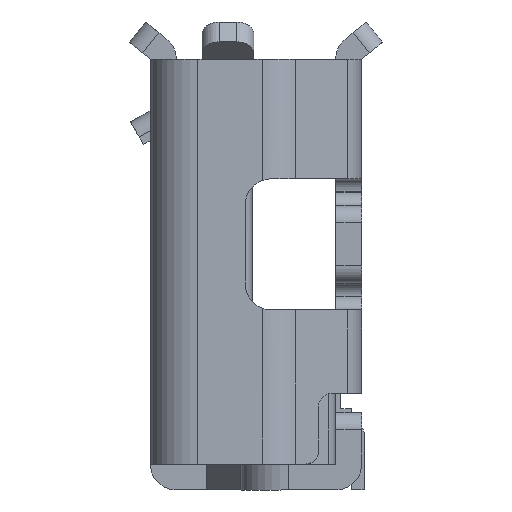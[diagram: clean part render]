
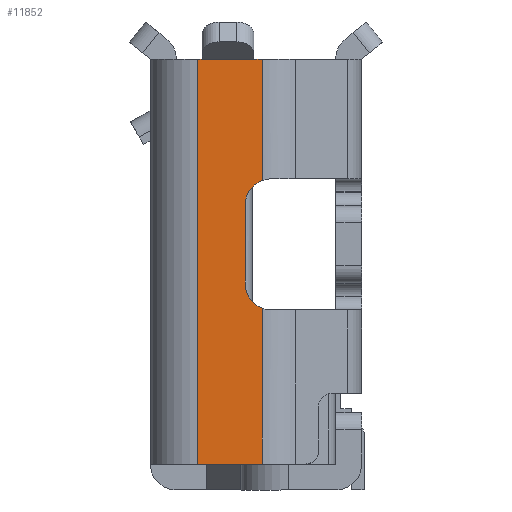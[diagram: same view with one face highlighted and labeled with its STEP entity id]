
A CAD part, left-side view. The second image highlights one B-rep face of the part: STEP entity #11852.
In plain terms, the highlighted planar face has unit normal (-1, 0, 0).
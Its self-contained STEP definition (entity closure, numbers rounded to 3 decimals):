
#203 = VERTEX_POINT ( 'NONE', #2581 ) ;
#337 = EDGE_CURVE ( 'NONE', #11178, #17101, #4412, .T. ) ;
#446 = DIRECTION ( 'NONE',  ( 0., 0., 1. ) ) ;
#713 = EDGE_CURVE ( 'NONE', #10606, #9332, #2008, .T. ) ;
#766 = CARTESIAN_POINT ( 'NONE',  ( -3.75, 0., 2.35 ) ) ;
#828 = DIRECTION ( 'NONE',  ( 0., 0., -1. ) ) ;
#1058 = PLANE ( 'NONE',  #8769 ) ;
#1115 = DIRECTION ( 'NONE',  ( 0., 0., 1. ) ) ;
#1149 = ORIENTED_EDGE ( 'NONE', *, *, #18263, .T. ) ;
#1178 = ORIENTED_EDGE ( 'NONE', *, *, #11578, .T. ) ;
#1688 = ORIENTED_EDGE ( 'NONE', *, *, #2315, .T. ) ;
#1706 = VERTEX_POINT ( 'NONE', #6337 ) ;
#1713 = DIRECTION ( 'NONE',  ( 0., 1., 0. ) ) ;
#1714 = CARTESIAN_POINT ( 'NONE',  ( -3.75, 0.125, 0.66 ) ) ;
#1809 = AXIS2_PLACEMENT_3D ( 'NONE', #7495, #18270, #9060 ) ;
#2008 = LINE ( 'NONE', #13351, #13769 ) ;
#2192 = AXIS2_PLACEMENT_3D ( 'NONE', #19194, #10031, #828 ) ;
#2315 = EDGE_CURVE ( 'NONE', #17101, #12805, #10642, .T. ) ;
#2469 = LINE ( 'NONE', #9353, #6535 ) ;
#2581 = CARTESIAN_POINT ( 'NONE',  ( -3.75, -0.071, 0.942 ) ) ;
#3006 = LINE ( 'NONE', #766, #10672 ) ;
#3157 = CIRCLE ( 'NONE', #2192, 0.3 ) ;
#3445 = VECTOR ( 'NONE', #446, 1000. ) ;
#3633 = CARTESIAN_POINT ( 'NONE',  ( -3.75, 0., -2.35 ) ) ;
#3750 = DIRECTION ( 'NONE',  ( 0., -1., 0. ) ) ;
#4011 = DIRECTION ( 'NONE',  ( 0., 0., 1. ) ) ;
#4132 = DIRECTION ( 'NONE',  ( 0., 0., 1. ) ) ;
#4262 = VERTEX_POINT ( 'NONE', #12986 ) ;
#4412 = CIRCLE ( 'NONE', #1809, 0.3 ) ;
#5034 = VECTOR ( 'NONE', #10858, 1000. ) ;
#5923 = ORIENTED_EDGE ( 'NONE', *, *, #7586, .T. ) ;
#6337 = CARTESIAN_POINT ( 'NONE',  ( -3.75, -0.071, -2.35 ) ) ;
#6529 = VERTEX_POINT ( 'NONE', #6903 ) ;
#6535 = VECTOR ( 'NONE', #1713, 1000. ) ;
#6903 = CARTESIAN_POINT ( 'NONE',  ( -3.75, 0.025, 2.35 ) ) ;
#7420 = LINE ( 'NONE', #15923, #11055 ) ;
#7495 = CARTESIAN_POINT ( 'NONE',  ( -3.75, -0.175, -0.26 ) ) ;
#7499 = FACE_OUTER_BOUND ( 'NONE', #9883, .T. ) ;
#7586 = EDGE_CURVE ( 'NONE', #1706, #11178, #9111, .T. ) ;
#7773 = EDGE_CURVE ( 'NONE', #10606, #1706, #9574, .T. ) ;
#8092 = CARTESIAN_POINT ( 'NONE',  ( -3.75, -0.071, -2.35 ) ) ;
#8769 = AXIS2_PLACEMENT_3D ( 'NONE', #19483, #10317, #1115 ) ;
#9060 = DIRECTION ( 'NONE',  ( 0., 0., 1. ) ) ;
#9111 = LINE ( 'NONE', #16967, #5034 ) ;
#9171 = ORIENTED_EDGE ( 'NONE', *, *, #9654, .T. ) ;
#9332 = VERTEX_POINT ( 'NONE', #12082 ) ;
#9353 = CARTESIAN_POINT ( 'NONE',  ( -3.75, 0.675, 2.35 ) ) ;
#9574 = LINE ( 'NONE', #3633, #13665 ) ;
#9654 = EDGE_CURVE ( 'NONE', #12805, #203, #3157, .T. ) ;
#9849 = VERTEX_POINT ( 'NONE', #16652 ) ;
#9883 = EDGE_LOOP ( 'NONE', ( #9171, #1178, #15218, #1149, #13936, #11301, #18964, #5923, #13502, #1688 ) ) ;
#10031 = DIRECTION ( 'NONE',  ( 1., 0., 0. ) ) ;
#10317 = DIRECTION ( 'NONE',  ( -1., 0., 0. ) ) ;
#10606 = VERTEX_POINT ( 'NONE', #18893 ) ;
#10642 = LINE ( 'NONE', #14710, #18340 ) ;
#10672 = VECTOR ( 'NONE', #3750, 1000. ) ;
#10858 = DIRECTION ( 'NONE',  ( 0., 0., 1. ) ) ;
#11055 = VECTOR ( 'NONE', #14431, 1000. ) ;
#11178 = VERTEX_POINT ( 'NONE', #19180 ) ;
#11301 = ORIENTED_EDGE ( 'NONE', *, *, #713, .F. ) ;
#11578 = EDGE_CURVE ( 'NONE', #203, #4262, #19768, .T. ) ;
#11852 = ADVANCED_FACE ( 'NONE', ( #7499 ), #1058, .T. ) ;
#12082 = CARTESIAN_POINT ( 'NONE',  ( -3.75, 0.675, 2.35 ) ) ;
#12805 = VERTEX_POINT ( 'NONE', #1714 ) ;
#12862 = DIRECTION ( 'NONE',  ( 0., -1., 0. ) ) ;
#12986 = CARTESIAN_POINT ( 'NONE',  ( -3.75, -0.071, 2.35 ) ) ;
#13351 = CARTESIAN_POINT ( 'NONE',  ( -3.75, 0.675, -2.35 ) ) ;
#13502 = ORIENTED_EDGE ( 'NONE', *, *, #337, .T. ) ;
#13665 = VECTOR ( 'NONE', #12862, 1000. ) ;
#13769 = VECTOR ( 'NONE', #4132, 1000. ) ;
#13936 = ORIENTED_EDGE ( 'NONE', *, *, #16723, .F. ) ;
#14104 = EDGE_CURVE ( 'NONE', #4262, #6529, #2469, .T. ) ;
#14257 = CARTESIAN_POINT ( 'NONE',  ( -3.75, 0.125, -0.26 ) ) ;
#14431 = DIRECTION ( 'NONE',  ( 0., 1., 0. ) ) ;
#14710 = CARTESIAN_POINT ( 'NONE',  ( -3.75, 0.125, -2.35 ) ) ;
#15218 = ORIENTED_EDGE ( 'NONE', *, *, #14104, .T. ) ;
#15923 = CARTESIAN_POINT ( 'NONE',  ( -3.75, 0.675, 2.35 ) ) ;
#16652 = CARTESIAN_POINT ( 'NONE',  ( -3.75, 0.625, 2.35 ) ) ;
#16723 = EDGE_CURVE ( 'NONE', #9332, #9849, #3006, .T. ) ;
#16967 = CARTESIAN_POINT ( 'NONE',  ( -3.75, -0.071, -2.35 ) ) ;
#17101 = VERTEX_POINT ( 'NONE', #14257 ) ;
#18263 = EDGE_CURVE ( 'NONE', #6529, #9849, #7420, .T. ) ;
#18270 = DIRECTION ( 'NONE',  ( 1., 0., 0. ) ) ;
#18340 = VECTOR ( 'NONE', #4011, 1000. ) ;
#18893 = CARTESIAN_POINT ( 'NONE',  ( -3.75, 0.675, -2.35 ) ) ;
#18964 = ORIENTED_EDGE ( 'NONE', *, *, #7773, .T. ) ;
#19180 = CARTESIAN_POINT ( 'NONE',  ( -3.75, -0.071, -0.542 ) ) ;
#19194 = CARTESIAN_POINT ( 'NONE',  ( -3.75, -0.175, 0.66 ) ) ;
#19483 = CARTESIAN_POINT ( 'NONE',  ( -3.75, 0.675, -2.35 ) ) ;
#19768 = LINE ( 'NONE', #8092, #3445 ) ;
